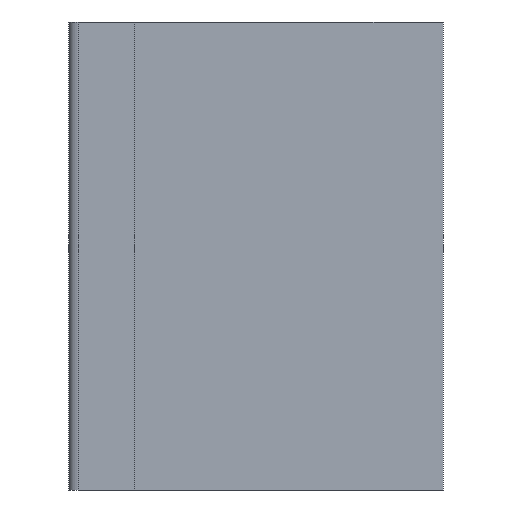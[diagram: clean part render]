
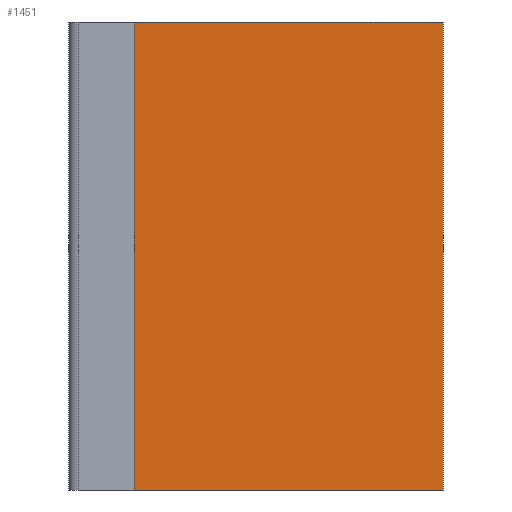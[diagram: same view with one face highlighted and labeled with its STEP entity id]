
A CAD part, left-side view. The second image highlights one B-rep face of the part: STEP entity #1451.
In plain terms, the highlighted planar face has unit normal (-1, 0, 0).
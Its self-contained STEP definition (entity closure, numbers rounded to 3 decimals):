
#19 = CARTESIAN_POINT ( 'NONE',  ( -40., 0., -50. ) ) ;
#188 = CARTESIAN_POINT ( 'NONE',  ( -40., 66., 50. ) ) ;
#395 = CARTESIAN_POINT ( 'NONE',  ( -40., 66., 50. ) ) ;
#491 = AXIS2_PLACEMENT_3D ( 'NONE', #2470, #1309, #833 ) ;
#604 = LINE ( 'NONE', #395, #1880 ) ;
#612 = VECTOR ( 'NONE', #905, 1000. ) ;
#631 = LINE ( 'NONE', #2072, #612 ) ;
#785 = CARTESIAN_POINT ( 'NONE',  ( -40., 0., -50. ) ) ;
#806 = PLANE ( 'NONE',  #491 ) ;
#833 = DIRECTION ( 'NONE',  ( 0., 0., 1. ) ) ;
#852 = DIRECTION ( 'NONE',  ( 0., 1., 0. ) ) ;
#905 = DIRECTION ( 'NONE',  ( 0., 0., -1. ) ) ;
#946 = VERTEX_POINT ( 'NONE', #188 ) ;
#1045 = CARTESIAN_POINT ( 'NONE',  ( -40., 66., -50. ) ) ;
#1096 = DIRECTION ( 'NONE',  ( 0., 0., -1. ) ) ;
#1115 = CARTESIAN_POINT ( 'NONE',  ( -40., 0., 50. ) ) ;
#1182 = EDGE_CURVE ( 'NONE', #1646, #946, #2832, .T. ) ;
#1309 = DIRECTION ( 'NONE',  ( -1., 0., 0. ) ) ;
#1398 = VERTEX_POINT ( 'NONE', #785 ) ;
#1431 = ORIENTED_EDGE ( 'NONE', *, *, #1182, .T. ) ;
#1451 = ADVANCED_FACE ( 'NONE', ( #1540 ), #806, .T. ) ;
#1540 = FACE_OUTER_BOUND ( 'NONE', #2838, .T. ) ;
#1646 = VERTEX_POINT ( 'NONE', #2839 ) ;
#1877 = EDGE_CURVE ( 'NONE', #1398, #2997, #1960, .T. ) ;
#1880 = VECTOR ( 'NONE', #1096, 1000. ) ;
#1960 = LINE ( 'NONE', #19, #2276 ) ;
#2072 = CARTESIAN_POINT ( 'NONE',  ( -40., 0., 50. ) ) ;
#2276 = VECTOR ( 'NONE', #2693, 1000. ) ;
#2470 = CARTESIAN_POINT ( 'NONE',  ( -40., 0., 50. ) ) ;
#2684 = ORIENTED_EDGE ( 'NONE', *, *, #1877, .F. ) ;
#2693 = DIRECTION ( 'NONE',  ( 0., 1., 0. ) ) ;
#2811 = VECTOR ( 'NONE', #852, 1000. ) ;
#2819 = EDGE_CURVE ( 'NONE', #946, #2997, #604, .T. ) ;
#2832 = LINE ( 'NONE', #1115, #2811 ) ;
#2838 = EDGE_LOOP ( 'NONE', ( #2684, #3116, #1431, #3088 ) ) ;
#2839 = CARTESIAN_POINT ( 'NONE',  ( -40., 0., 50. ) ) ;
#2997 = VERTEX_POINT ( 'NONE', #1045 ) ;
#3088 = ORIENTED_EDGE ( 'NONE', *, *, #2819, .T. ) ;
#3116 = ORIENTED_EDGE ( 'NONE', *, *, #3120, .F. ) ;
#3120 = EDGE_CURVE ( 'NONE', #1646, #1398, #631, .T. ) ;
